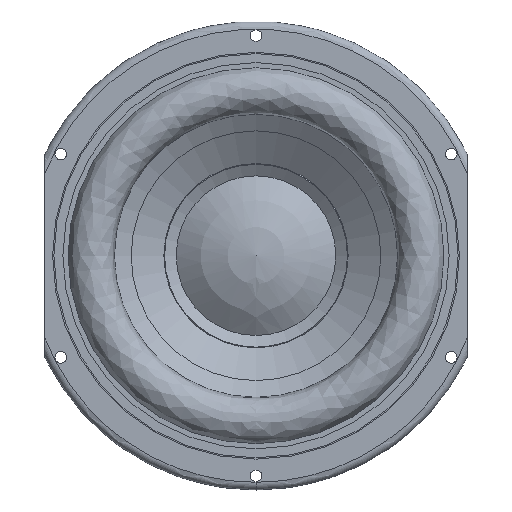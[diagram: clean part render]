
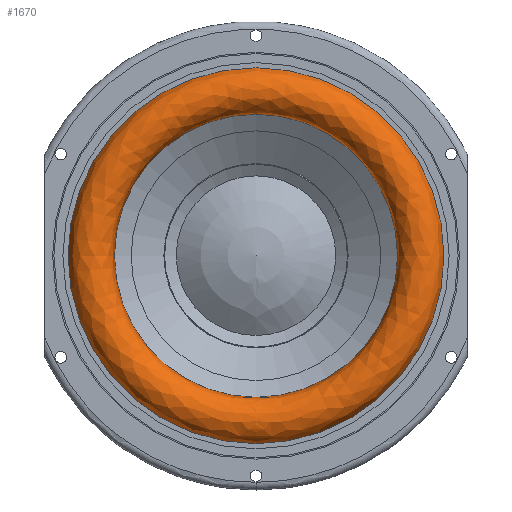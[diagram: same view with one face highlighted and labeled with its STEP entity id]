
A CAD part, front view. The second image highlights one B-rep face of the part: STEP entity #1670.
In plain terms, the highlighted face is a revolution surface.
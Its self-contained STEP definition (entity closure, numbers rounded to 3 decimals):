
#1619 = PLANE('',#1620);
#1620 = AXIS2_PLACEMENT_3D('',#1621,#1622,#1623);
#1621 = CARTESIAN_POINT('',(0.,-3.5,0.));
#1622 = DIRECTION('',(0.,-1.,0.));
#1623 = DIRECTION('',(0.,0.,-1.));
#1638 = EDGE_CURVE('',#1639,#1639,#1641,.T.);
#1639 = VERTEX_POINT('',#1640);
#1640 = CARTESIAN_POINT('',(0.,-3.5,-73.));
#1641 = SURFACE_CURVE('',#1642,(#1647,#1654),.PCURVE_S1.);
#1642 = CIRCLE('',#1643,73.);
#1643 = AXIS2_PLACEMENT_3D('',#1644,#1645,#1646);
#1644 = CARTESIAN_POINT('',(0.,-3.5,0.));
#1645 = DIRECTION('',(0.,-1.,0.));
#1646 = DIRECTION('',(0.,0.,-1.));
#1647 = PCURVE('',#1619,#1648);
#1648 = DEFINITIONAL_REPRESENTATION('',(#1649),#1653);
#1649 = CIRCLE('',#1650,73.);
#1650 = AXIS2_PLACEMENT_2D('',#1651,#1652);
#1651 = CARTESIAN_POINT('',(0.,0.));
#1652 = DIRECTION('',(1.,0.));
#1653 = ( GEOMETRIC_REPRESENTATION_CONTEXT(2) 
PARAMETRIC_REPRESENTATION_CONTEXT() REPRESENTATION_CONTEXT('2D SPACE',''
  ) );
#1654 = PCURVE('',#1655,#1664);
#1655 = SURFACE_OF_REVOLUTION('',#1656,#1661);
#1656 = CIRCLE('',#1657,9.118);
#1657 = AXIS2_PLACEMENT_3D('',#1658,#1659,#1660);
#1658 = CARTESIAN_POINT('',(0.,-1.682,-64.065));
#1659 = DIRECTION('',(1.,0.,0.));
#1660 = DIRECTION('',(0.,1.,0.));
#1661 = AXIS1_PLACEMENT('',#1662,#1663);
#1662 = CARTESIAN_POINT('',(0.,-0.7,0.));
#1663 = DIRECTION('',(0.,-1.,0.));
#1664 = DEFINITIONAL_REPRESENTATION('',(#1665),#1669);
#1665 = LINE('',#1666,#1667);
#1666 = CARTESIAN_POINT('',(0.,4.512));
#1667 = VECTOR('',#1668,1.);
#1668 = DIRECTION('',(1.,0.));
#1669 = ( GEOMETRIC_REPRESENTATION_CONTEXT(2) 
PARAMETRIC_REPRESENTATION_CONTEXT() REPRESENTATION_CONTEXT('2D SPACE',''
  ) );
#1670 = ADVANCED_FACE('',(#1671),#1655,.F.);
#1671 = FACE_BOUND('',#1672,.F.);
#1672 = EDGE_LOOP('',(#1673,#1702,#1724,#1725));
#1673 = ORIENTED_EDGE('',*,*,#1674,.T.);
#1674 = EDGE_CURVE('',#1675,#1675,#1677,.T.);
#1675 = VERTEX_POINT('',#1676);
#1676 = CARTESIAN_POINT('',(0.,-0.7,-55.));
#1677 = SURFACE_CURVE('',#1678,(#1683,#1690),.PCURVE_S1.);
#1678 = CIRCLE('',#1679,55.);
#1679 = AXIS2_PLACEMENT_3D('',#1680,#1681,#1682);
#1680 = CARTESIAN_POINT('',(0.,-0.7,0.));
#1681 = DIRECTION('',(0.,-1.,0.));
#1682 = DIRECTION('',(0.,0.,-1.));
#1683 = PCURVE('',#1655,#1684);
#1684 = DEFINITIONAL_REPRESENTATION('',(#1685),#1689);
#1685 = LINE('',#1686,#1687);
#1686 = CARTESIAN_POINT('',(0.,1.463));
#1687 = VECTOR('',#1688,1.);
#1688 = DIRECTION('',(1.,0.));
#1689 = ( GEOMETRIC_REPRESENTATION_CONTEXT(2) 
PARAMETRIC_REPRESENTATION_CONTEXT() REPRESENTATION_CONTEXT('2D SPACE',''
  ) );
#1690 = PCURVE('',#1691,#1696);
#1691 = CONICAL_SURFACE('',#1692,55.,0.989);
#1692 = AXIS2_PLACEMENT_3D('',#1693,#1694,#1695);
#1693 = CARTESIAN_POINT('',(0.,-0.7,0.));
#1694 = DIRECTION('',(0.,-1.,0.));
#1695 = DIRECTION('',(0.,0.,-1.));
#1696 = DEFINITIONAL_REPRESENTATION('',(#1697),#1701);
#1697 = LINE('',#1698,#1699);
#1698 = CARTESIAN_POINT('',(0.,0.));
#1699 = VECTOR('',#1700,1.);
#1700 = DIRECTION('',(1.,-0.));
#1701 = ( GEOMETRIC_REPRESENTATION_CONTEXT(2) 
PARAMETRIC_REPRESENTATION_CONTEXT() REPRESENTATION_CONTEXT('2D SPACE',''
  ) );
#1702 = ORIENTED_EDGE('',*,*,#1703,.T.);
#1703 = EDGE_CURVE('',#1675,#1639,#1704,.T.);
#1704 = SEAM_CURVE('',#1705,(#1710,#1717),.PCURVE_S1.);
#1705 = CIRCLE('',#1706,9.118);
#1706 = AXIS2_PLACEMENT_3D('',#1707,#1708,#1709);
#1707 = CARTESIAN_POINT('',(0.,-1.682,-64.065));
#1708 = DIRECTION('',(1.,0.,0.));
#1709 = DIRECTION('',(0.,1.,0.));
#1710 = PCURVE('',#1655,#1711);
#1711 = DEFINITIONAL_REPRESENTATION('',(#1712),#1716);
#1712 = LINE('',#1713,#1714);
#1713 = CARTESIAN_POINT('',(0.,0.));
#1714 = VECTOR('',#1715,1.);
#1715 = DIRECTION('',(0.,1.));
#1716 = ( GEOMETRIC_REPRESENTATION_CONTEXT(2) 
PARAMETRIC_REPRESENTATION_CONTEXT() REPRESENTATION_CONTEXT('2D SPACE',''
  ) );
#1717 = PCURVE('',#1655,#1718);
#1718 = DEFINITIONAL_REPRESENTATION('',(#1719),#1723);
#1719 = LINE('',#1720,#1721);
#1720 = CARTESIAN_POINT('',(6.283,0.));
#1721 = VECTOR('',#1722,1.);
#1722 = DIRECTION('',(0.,1.));
#1723 = ( GEOMETRIC_REPRESENTATION_CONTEXT(2) 
PARAMETRIC_REPRESENTATION_CONTEXT() REPRESENTATION_CONTEXT('2D SPACE',''
  ) );
#1724 = ORIENTED_EDGE('',*,*,#1638,.F.);
#1725 = ORIENTED_EDGE('',*,*,#1703,.F.);
